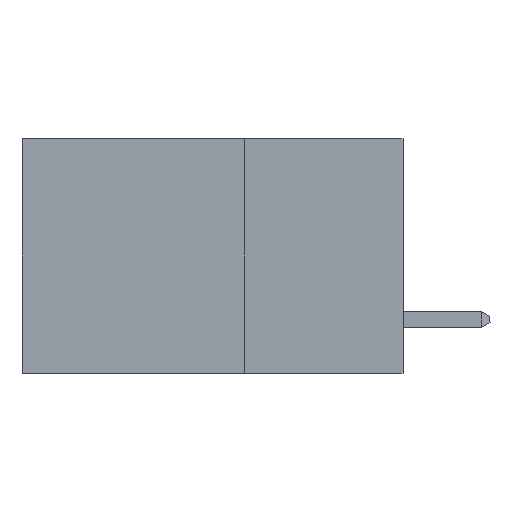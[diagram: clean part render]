
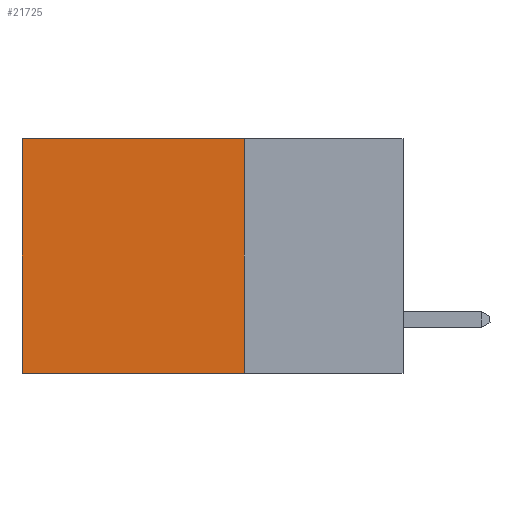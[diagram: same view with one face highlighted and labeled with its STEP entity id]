
A CAD part, left-side view. The second image highlights one B-rep face of the part: STEP entity #21725.
In plain terms, the highlighted planar face has unit normal (-1, 0, 0).
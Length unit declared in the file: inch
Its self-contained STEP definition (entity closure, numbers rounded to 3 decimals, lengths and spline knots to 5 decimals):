
#1494 = ORIENTED_EDGE ( 'NONE', *, *, #16755, .T. ) ;
#1722 = DIRECTION ( 'NONE',  ( 0., 1., 0. ) ) ;
#1988 = FACE_OUTER_BOUND ( 'NONE', #2611, .T. ) ;
#2611 = EDGE_LOOP ( 'NONE', ( #1494, #4364, #20145, #23259 ) ) ;
#3178 = VECTOR ( 'NONE', #26797, 39.37008 ) ;
#3914 = LINE ( 'NONE', #9885, #3178 ) ;
#4364 = ORIENTED_EDGE ( 'NONE', *, *, #6672, .F. ) ;
#6672 = EDGE_CURVE ( 'NONE', #25542, #8214, #9739, .T. ) ;
#6820 = DIRECTION ( 'NONE',  ( 0., 0., -1. ) ) ;
#7923 = DIRECTION ( 'NONE',  ( 0., 1., 0. ) ) ;
#8214 = VERTEX_POINT ( 'NONE', #10067 ) ;
#9739 = LINE ( 'NONE', #10553, #20364 ) ;
#9885 = CARTESIAN_POINT ( 'NONE',  ( 0.2875, 0.25, 0. ) ) ;
#10067 = CARTESIAN_POINT ( 'NONE',  ( 0.2875, 0.6, -0.37 ) ) ;
#10553 = CARTESIAN_POINT ( 'NONE',  ( 0.2875, 0.25, -0.37 ) ) ;
#10652 = DIRECTION ( 'NONE',  ( 0., 0., -1. ) ) ;
#10771 = LINE ( 'NONE', #20700, #16399 ) ;
#11219 = CARTESIAN_POINT ( 'NONE',  ( 0.2875, 0.6, 0. ) ) ;
#12040 = VERTEX_POINT ( 'NONE', #11219 ) ;
#12711 = CARTESIAN_POINT ( 'NONE',  ( 0.2875, 0.6, 0. ) ) ;
#16399 = VECTOR ( 'NONE', #7923, 39.37008 ) ;
#16610 = LINE ( 'NONE', #12711, #17271 ) ;
#16755 = EDGE_CURVE ( 'NONE', #12040, #8214, #16610, .T. ) ;
#17271 = VECTOR ( 'NONE', #10652, 39.37008 ) ;
#17488 = PLANE ( 'NONE',  #25612 ) ;
#19560 = EDGE_CURVE ( 'NONE', #27671, #25542, #3914, .T. ) ;
#19580 = DIRECTION ( 'NONE',  ( 1., 0., 0. ) ) ;
#19746 = CARTESIAN_POINT ( 'NONE',  ( 0.2875, 0.25, -0.37 ) ) ;
#20086 = EDGE_CURVE ( 'NONE', #27671, #12040, #10771, .T. ) ;
#20145 = ORIENTED_EDGE ( 'NONE', *, *, #19560, .F. ) ;
#20364 = VECTOR ( 'NONE', #1722, 39.37008 ) ;
#20700 = CARTESIAN_POINT ( 'NONE',  ( 0.2875, 0.25, 0. ) ) ;
#21725 = ADVANCED_FACE ( 'NONE', ( #1988 ), #17488, .F. ) ;
#23157 = CARTESIAN_POINT ( 'NONE',  ( 0.2875, 0.25, 0. ) ) ;
#23259 = ORIENTED_EDGE ( 'NONE', *, *, #20086, .T. ) ;
#23725 = CARTESIAN_POINT ( 'NONE',  ( 0.2875, 0.25, 0. ) ) ;
#25542 = VERTEX_POINT ( 'NONE', #19746 ) ;
#25612 = AXIS2_PLACEMENT_3D ( 'NONE', #23725, #19580, #6820 ) ;
#26797 = DIRECTION ( 'NONE',  ( 0., 0., -1. ) ) ;
#27671 = VERTEX_POINT ( 'NONE', #23157 ) ;
